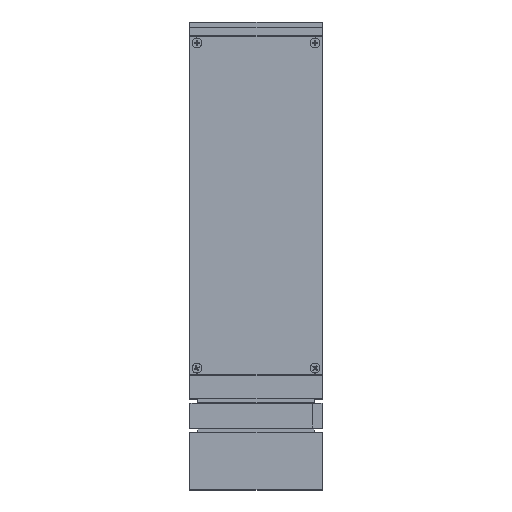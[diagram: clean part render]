
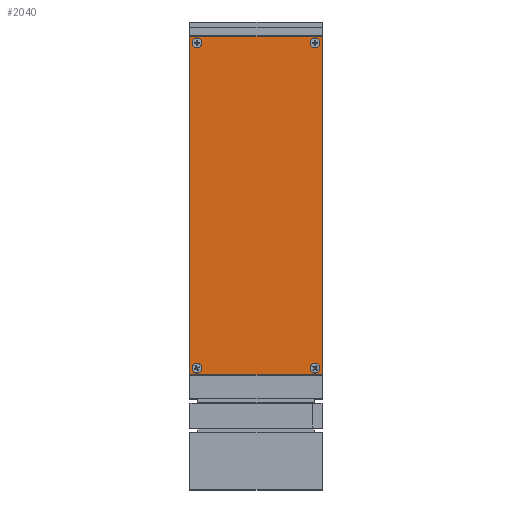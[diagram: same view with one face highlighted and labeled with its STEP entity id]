
A CAD part, top view. The second image highlights one B-rep face of the part: STEP entity #2040.
In plain terms, the highlighted planar face has unit normal (0, 0, 1).
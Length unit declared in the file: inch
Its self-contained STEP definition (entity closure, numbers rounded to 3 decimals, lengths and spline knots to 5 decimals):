
#80 = ORIENTED_EDGE ( 'NONE', *, *, #12975, .F. ) ;
#160 = EDGE_CURVE ( 'NONE', #10392, #11589, #20085, .T. ) ;
#919 = EDGE_CURVE ( 'NONE', #13638, #5258, #11334, .T. ) ;
#1138 = VERTEX_POINT ( 'NONE', #14911 ) ;
#1267 = CARTESIAN_POINT ( 'NONE',  ( 0.10522, 5.02766, 0.03937 ) ) ;
#1279 = ORIENTED_EDGE ( 'NONE', *, *, #2952, .T. ) ;
#1482 = CARTESIAN_POINT ( 'NONE',  ( 1.89459, 0.10089, 0.03937 ) ) ;
#1638 = DIRECTION ( 'NONE',  ( 0., 0., 1. ) ) ;
#2040 = ADVANCED_FACE ( 'NONE', ( #9136, #6057, #20407, #12392, #9028 ), #18615, .T. ) ;
#2553 = EDGE_CURVE ( 'NONE', #13836, #14213, #17117, .T. ) ;
#2583 = CARTESIAN_POINT ( 'NONE',  ( 1.89459, 0.10089, 0.03937 ) ) ;
#2640 = VERTEX_POINT ( 'NONE', #6343 ) ;
#2938 = CARTESIAN_POINT ( 'NONE',  ( 0.10522, 0.10089, 0.03937 ) ) ;
#2952 = EDGE_CURVE ( 'NONE', #5258, #19281, #17078, .T. ) ;
#3214 = CARTESIAN_POINT ( 'NONE',  ( 0.10522, 5.02766, 0.03937 ) ) ;
#3511 = ORIENTED_EDGE ( 'NONE', *, *, #5987, .F. ) ;
#4929 = DIRECTION ( 'NONE',  ( 1., 0., 0. ) ) ;
#5258 = VERTEX_POINT ( 'NONE', #15592 ) ;
#5473 = DIRECTION ( 'NONE',  ( 1., 0., 0. ) ) ;
#5923 = AXIS2_PLACEMENT_3D ( 'NONE', #8644, #11694, #5473 ) ;
#5987 = EDGE_CURVE ( 'NONE', #1138, #16747, #17177, .T. ) ;
#6057 = FACE_BOUND ( 'NONE', #18670, .T. ) ;
#6130 = EDGE_CURVE ( 'NONE', #20174, #13638, #9301, .T. ) ;
#6162 = DIRECTION ( 'NONE',  ( 0., 1., 0. ) ) ;
#6233 = ORIENTED_EDGE ( 'NONE', *, *, #14204, .F. ) ;
#6291 = DIRECTION ( 'NONE',  ( 0., 0., 1. ) ) ;
#6343 = CARTESIAN_POINT ( 'NONE',  ( 0.0314, 0.10089, 0.03937 ) ) ;
#7098 = CARTESIAN_POINT ( 'NONE',  ( 0.10522, 0.10089, 0.03937 ) ) ;
#7379 = CARTESIAN_POINT ( 'NONE',  ( 2., 5.1311, 0.03937 ) ) ;
#7712 = CARTESIAN_POINT ( 'NONE',  ( 0., 5.1311, 0.03937 ) ) ;
#7754 = DIRECTION ( 'NONE',  ( 0., 0., 1. ) ) ;
#8397 = AXIS2_PLACEMENT_3D ( 'NONE', #3214, #1638, #12895 ) ;
#8644 = CARTESIAN_POINT ( 'NONE',  ( 1.89459, 5.02766, 0.03937 ) ) ;
#8747 = AXIS2_PLACEMENT_3D ( 'NONE', #1482, #12840, #9463 ) ;
#9028 = FACE_OUTER_BOUND ( 'NONE', #20270, .T. ) ;
#9136 = FACE_BOUND ( 'NONE', #9741, .T. ) ;
#9198 = DIRECTION ( 'NONE',  ( 0., 0., 1. ) ) ;
#9301 = LINE ( 'NONE', #14345, #19888 ) ;
#9463 = DIRECTION ( 'NONE',  ( 1., 0., 0. ) ) ;
#9741 = EDGE_LOOP ( 'NONE', ( #19390, #9837 ) ) ;
#9837 = ORIENTED_EDGE ( 'NONE', *, *, #15409, .F. ) ;
#10392 = VERTEX_POINT ( 'NONE', #10562 ) ;
#10536 = CARTESIAN_POINT ( 'NONE',  ( 1.96841, 0.10089, 0.03937 ) ) ;
#10562 = CARTESIAN_POINT ( 'NONE',  ( 1.96841, 5.02766, 0.03937 ) ) ;
#10928 = DIRECTION ( 'NONE',  ( 0., 0., 1. ) ) ;
#11028 = ORIENTED_EDGE ( 'NONE', *, *, #6130, .T. ) ;
#11187 = AXIS2_PLACEMENT_3D ( 'NONE', #7098, #12150, #11850 ) ;
#11242 = DIRECTION ( 'NONE',  ( 1., 0., 0. ) ) ;
#11334 = LINE ( 'NONE', #12700, #16407 ) ;
#11589 = VERTEX_POINT ( 'NONE', #12041 ) ;
#11694 = DIRECTION ( 'NONE',  ( 0., 0., 1. ) ) ;
#11850 = DIRECTION ( 'NONE',  ( 1., 0., 0. ) ) ;
#12001 = ORIENTED_EDGE ( 'NONE', *, *, #14244, .F. ) ;
#12041 = CARTESIAN_POINT ( 'NONE',  ( 1.82077, 5.02766, 0.03937 ) ) ;
#12150 = DIRECTION ( 'NONE',  ( 0., 0., 1. ) ) ;
#12182 = CARTESIAN_POINT ( 'NONE',  ( 0., 0., 0.03937 ) ) ;
#12392 = FACE_BOUND ( 'NONE', #20504, .T. ) ;
#12434 = CIRCLE ( 'NONE', #8747, 0.07382 ) ;
#12474 = VERTEX_POINT ( 'NONE', #17708 ) ;
#12585 = ORIENTED_EDGE ( 'NONE', *, *, #17585, .F. ) ;
#12654 = ORIENTED_EDGE ( 'NONE', *, *, #13401, .T. ) ;
#12700 = CARTESIAN_POINT ( 'NONE',  ( 2., 0., 0.03937 ) ) ;
#12760 = ORIENTED_EDGE ( 'NONE', *, *, #2553, .F. ) ;
#12840 = DIRECTION ( 'NONE',  ( 0., 0., 1. ) ) ;
#12895 = DIRECTION ( 'NONE',  ( 1., 0., 0. ) ) ;
#12975 = EDGE_CURVE ( 'NONE', #16747, #1138, #12434, .T. ) ;
#13401 = EDGE_CURVE ( 'NONE', #19281, #20174, #15219, .T. ) ;
#13638 = VERTEX_POINT ( 'NONE', #13963 ) ;
#13836 = VERTEX_POINT ( 'NONE', #20549 ) ;
#13963 = CARTESIAN_POINT ( 'NONE',  ( 2., 0., 0.03937 ) ) ;
#14163 = CIRCLE ( 'NONE', #17879, 0.07382 ) ;
#14204 = EDGE_CURVE ( 'NONE', #14213, #13836, #19566, .T. ) ;
#14213 = VERTEX_POINT ( 'NONE', #18842 ) ;
#14244 = EDGE_CURVE ( 'NONE', #2640, #12474, #14163, .T. ) ;
#14345 = CARTESIAN_POINT ( 'NONE',  ( 0., 0., 0.03937 ) ) ;
#14532 = AXIS2_PLACEMENT_3D ( 'NONE', #20736, #6291, #4929 ) ;
#14911 = CARTESIAN_POINT ( 'NONE',  ( 1.82077, 0.10089, 0.03937 ) ) ;
#15219 = LINE ( 'NONE', #7712, #20188 ) ;
#15313 = DIRECTION ( 'NONE',  ( 1., 0., 0. ) ) ;
#15409 = EDGE_CURVE ( 'NONE', #11589, #10392, #18239, .T. ) ;
#15446 = DIRECTION ( 'NONE',  ( 0., 0., 1. ) ) ;
#15491 = AXIS2_PLACEMENT_3D ( 'NONE', #2583, #9198, #15313 ) ;
#15592 = CARTESIAN_POINT ( 'NONE',  ( 2., 5.1311, 0.03937 ) ) ;
#15720 = DIRECTION ( 'NONE',  ( 1., 0., 0. ) ) ;
#16407 = VECTOR ( 'NONE', #6162, 39.37008 ) ;
#16486 = EDGE_LOOP ( 'NONE', ( #80, #3511 ) ) ;
#16747 = VERTEX_POINT ( 'NONE', #10536 ) ;
#16951 = ORIENTED_EDGE ( 'NONE', *, *, #919, .T. ) ;
#17078 = LINE ( 'NONE', #7379, #20495 ) ;
#17117 = CIRCLE ( 'NONE', #8397, 0.07382 ) ;
#17177 = CIRCLE ( 'NONE', #15491, 0.07382 ) ;
#17585 = EDGE_CURVE ( 'NONE', #12474, #2640, #20279, .T. ) ;
#17708 = CARTESIAN_POINT ( 'NONE',  ( 0.17904, 0.10089, 0.03937 ) ) ;
#17879 = AXIS2_PLACEMENT_3D ( 'NONE', #2938, #7754, #18197 ) ;
#18197 = DIRECTION ( 'NONE',  ( 1., 0., 0. ) ) ;
#18239 = CIRCLE ( 'NONE', #14532, 0.07382 ) ;
#18447 = AXIS2_PLACEMENT_3D ( 'NONE', #12182, #15446, #18827 ) ;
#18615 = PLANE ( 'NONE',  #18447 ) ;
#18670 = EDGE_LOOP ( 'NONE', ( #12585, #12001 ) ) ;
#18781 = CARTESIAN_POINT ( 'NONE',  ( 0., 5.1311, 0.03937 ) ) ;
#18827 = DIRECTION ( 'NONE',  ( 1., 0., 0. ) ) ;
#18842 = CARTESIAN_POINT ( 'NONE',  ( 0.17904, 5.02766, 0.03937 ) ) ;
#19220 = DIRECTION ( 'NONE',  ( 0., -1., 0. ) ) ;
#19281 = VERTEX_POINT ( 'NONE', #18781 ) ;
#19390 = ORIENTED_EDGE ( 'NONE', *, *, #160, .F. ) ;
#19566 = CIRCLE ( 'NONE', #20220, 0.07382 ) ;
#19888 = VECTOR ( 'NONE', #15720, 39.37008 ) ;
#20085 = CIRCLE ( 'NONE', #5923, 0.07382 ) ;
#20174 = VERTEX_POINT ( 'NONE', #20419 ) ;
#20188 = VECTOR ( 'NONE', #19220, 39.37008 ) ;
#20220 = AXIS2_PLACEMENT_3D ( 'NONE', #1267, #10928, #11242 ) ;
#20270 = EDGE_LOOP ( 'NONE', ( #1279, #12654, #11028, #16951 ) ) ;
#20279 = CIRCLE ( 'NONE', #11187, 0.07382 ) ;
#20363 = DIRECTION ( 'NONE',  ( -1., 0., 0. ) ) ;
#20407 = FACE_BOUND ( 'NONE', #16486, .T. ) ;
#20419 = CARTESIAN_POINT ( 'NONE',  ( 0., 0., 0.03937 ) ) ;
#20495 = VECTOR ( 'NONE', #20363, 39.37008 ) ;
#20504 = EDGE_LOOP ( 'NONE', ( #6233, #12760 ) ) ;
#20549 = CARTESIAN_POINT ( 'NONE',  ( 0.0314, 5.02766, 0.03937 ) ) ;
#20736 = CARTESIAN_POINT ( 'NONE',  ( 1.89459, 5.02766, 0.03937 ) ) ;
